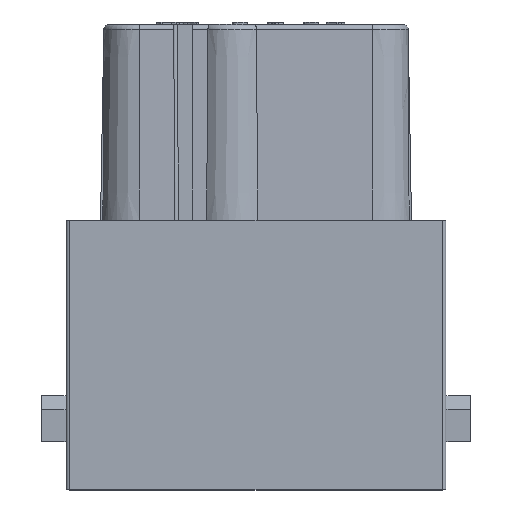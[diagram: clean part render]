
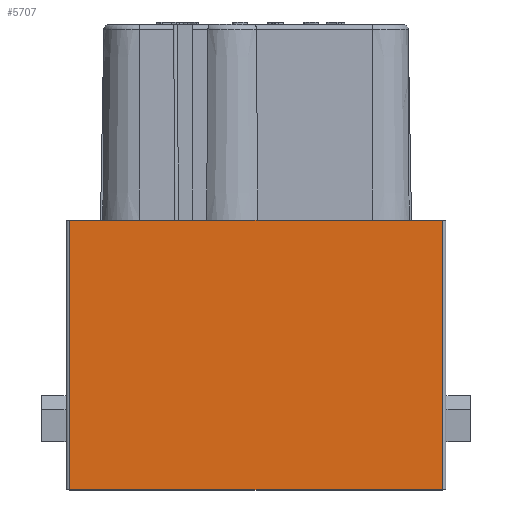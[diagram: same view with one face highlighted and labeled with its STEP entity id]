
A CAD part, top view. The second image highlights one B-rep face of the part: STEP entity #5707.
In plain terms, the highlighted planar face has unit normal (0, 0, 1).
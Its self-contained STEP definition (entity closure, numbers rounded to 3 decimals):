
#5002=FACE_OUTER_BOUND('',#9442,.T.);
#5707=ADVANCED_FACE('',(#5002),#6192,.T.);
#6192=PLANE('',#18291);
#7526=LINE('',#26449,#8600);
#7527=LINE('',#26453,#8601);
#7528=LINE('',#26455,#8602);
#7529=LINE('',#26457,#8603);
#8600=VECTOR('',#20973,1.);
#8601=VECTOR('',#20978,1.);
#8602=VECTOR('',#20979,1.);
#8603=VECTOR('',#20980,1.);
#9442=EDGE_LOOP('',(#12413,#12414,#12415,#12416));
#12413=ORIENTED_EDGE('',*,*,#16506,.F.);
#12414=ORIENTED_EDGE('',*,*,#16504,.F.);
#12415=ORIENTED_EDGE('',*,*,#16507,.T.);
#12416=ORIENTED_EDGE('',*,*,#16508,.T.);
#14720=VERTEX_POINT('',#26448);
#14721=VERTEX_POINT('',#26450);
#14722=VERTEX_POINT('',#26454);
#14723=VERTEX_POINT('',#26456);
#16504=EDGE_CURVE('',#14720,#14721,#7526,.T.);
#16506=EDGE_CURVE('',#14721,#14722,#7527,.T.);
#16507=EDGE_CURVE('',#14720,#14723,#7528,.T.);
#16508=EDGE_CURVE('',#14723,#14722,#7529,.T.);
#18291=AXIS2_PLACEMENT_3D('',#26458,#20981,#20982);
#20973=DIRECTION('',(0.,-1.,0.));
#20978=DIRECTION('',(-1.,0.,0.));
#20979=DIRECTION('',(-1.,0.,0.));
#20980=DIRECTION('',(0.,-1.,0.));
#20981=DIRECTION('',(0.,0.,1.));
#20982=DIRECTION('',(1.,0.,0.));
#26448=CARTESIAN_POINT('',(14.85,0.,7.3));
#26449=CARTESIAN_POINT('',(14.85,0.,7.3));
#26450=CARTESIAN_POINT('',(14.85,-21.5,7.3));
#26453=CARTESIAN_POINT('',(14.85,-21.5,7.3));
#26454=CARTESIAN_POINT('',(-14.85,-21.5,7.3));
#26455=CARTESIAN_POINT('',(14.85,0.,7.3));
#26456=CARTESIAN_POINT('',(-14.85,0.,7.3));
#26457=CARTESIAN_POINT('',(-14.85,0.,7.3));
#26458=CARTESIAN_POINT('',(-15.15,0.,7.3));
